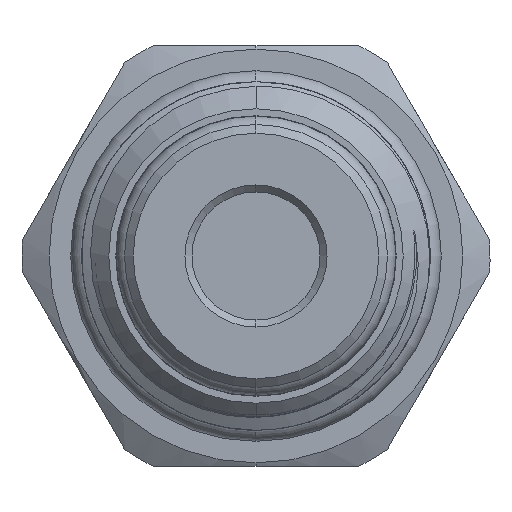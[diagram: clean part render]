
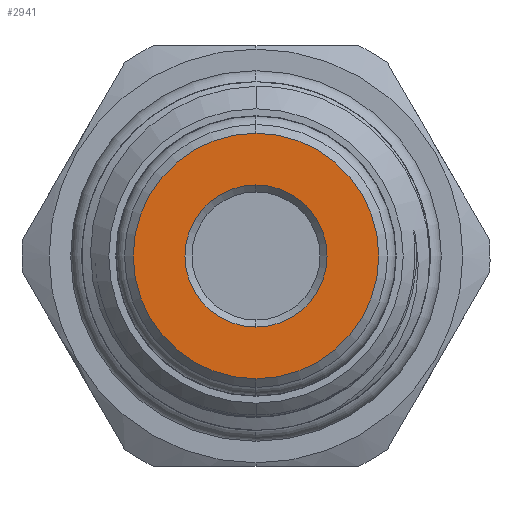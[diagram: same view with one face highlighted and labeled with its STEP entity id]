
A CAD part, left-side view. The second image highlights one B-rep face of the part: STEP entity #2941.
In plain terms, the highlighted planar face has unit normal (-1, 0, 0).
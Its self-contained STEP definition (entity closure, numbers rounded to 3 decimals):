
#217 = VERTEX_POINT ( 'NONE', #1632 ) ;
#342 = DIRECTION ( 'NONE',  ( 0., 0., 1. ) ) ;
#500 = CARTESIAN_POINT ( 'NONE',  ( -63.454, 0., 0. ) ) ;
#836 = DIRECTION ( 'NONE',  ( 0., 0., 1. ) ) ;
#1187 = AXIS2_PLACEMENT_3D ( 'NONE', #3520, #4913, #342 ) ;
#1234 = ORIENTED_EDGE ( 'NONE', *, *, #8186, .T. ) ;
#1290 = EDGE_LOOP ( 'NONE', ( #1934, #4676 ) ) ;
#1491 = AXIS2_PLACEMENT_3D ( 'NONE', #4763, #8045, #836 ) ;
#1527 = CARTESIAN_POINT ( 'NONE',  ( -63.454, 0., 0. ) ) ;
#1632 = CARTESIAN_POINT ( 'NONE',  ( -63.454, 0., -4.05 ) ) ;
#1658 = CIRCLE ( 'NONE', #1491, 7. ) ;
#1934 = ORIENTED_EDGE ( 'NONE', *, *, #5984, .T. ) ;
#1962 = CIRCLE ( 'NONE', #6231, 4.05 ) ;
#2043 = CARTESIAN_POINT ( 'NONE',  ( -63.454, 0., 4.05 ) ) ;
#2162 = CARTESIAN_POINT ( 'NONE',  ( -63.454, 7., 0. ) ) ;
#2222 = DIRECTION ( 'NONE',  ( 0., 0., 1. ) ) ;
#2439 = EDGE_CURVE ( 'NONE', #217, #6737, #7757, .T. ) ;
#2735 = EDGE_CURVE ( 'NONE', #5682, #5491, #6203, .T. ) ;
#2843 = PLANE ( 'NONE',  #3474 ) ;
#2941 = ADVANCED_FACE ( 'NONE', ( #7644, #3328 ), #2843, .T. ) ;
#3041 = DIRECTION ( 'NONE',  ( 0., 0., 1. ) ) ;
#3248 = EDGE_LOOP ( 'NONE', ( #1234, #8243 ) ) ;
#3328 = FACE_OUTER_BOUND ( 'NONE', #3248, .T. ) ;
#3474 = AXIS2_PLACEMENT_3D ( 'NONE', #2162, #4174, #2222 ) ;
#3502 = DIRECTION ( 'NONE',  ( 1., 0., 0. ) ) ;
#3520 = CARTESIAN_POINT ( 'NONE',  ( -63.454, 0., 0. ) ) ;
#4174 = DIRECTION ( 'NONE',  ( -1., 0., 0. ) ) ;
#4676 = ORIENTED_EDGE ( 'NONE', *, *, #2439, .T. ) ;
#4763 = CARTESIAN_POINT ( 'NONE',  ( -63.454, 0., 0. ) ) ;
#4913 = DIRECTION ( 'NONE',  ( -1., 0., 0. ) ) ;
#5382 = AXIS2_PLACEMENT_3D ( 'NONE', #1527, #3502, #5416 ) ;
#5416 = DIRECTION ( 'NONE',  ( 0., 0., 1. ) ) ;
#5491 = VERTEX_POINT ( 'NONE', #5790 ) ;
#5682 = VERTEX_POINT ( 'NONE', #5995 ) ;
#5790 = CARTESIAN_POINT ( 'NONE',  ( -63.454, 0., -7. ) ) ;
#5984 = EDGE_CURVE ( 'NONE', #6737, #217, #1962, .T. ) ;
#5995 = CARTESIAN_POINT ( 'NONE',  ( -63.454, 0., 7. ) ) ;
#6203 = CIRCLE ( 'NONE', #1187, 7. ) ;
#6231 = AXIS2_PLACEMENT_3D ( 'NONE', #500, #6327, #3041 ) ;
#6327 = DIRECTION ( 'NONE',  ( 1., 0., 0. ) ) ;
#6737 = VERTEX_POINT ( 'NONE', #2043 ) ;
#7644 = FACE_BOUND ( 'NONE', #1290, .T. ) ;
#7757 = CIRCLE ( 'NONE', #5382, 4.05 ) ;
#8045 = DIRECTION ( 'NONE',  ( -1., 0., 0. ) ) ;
#8186 = EDGE_CURVE ( 'NONE', #5491, #5682, #1658, .T. ) ;
#8243 = ORIENTED_EDGE ( 'NONE', *, *, #2735, .T. ) ;
